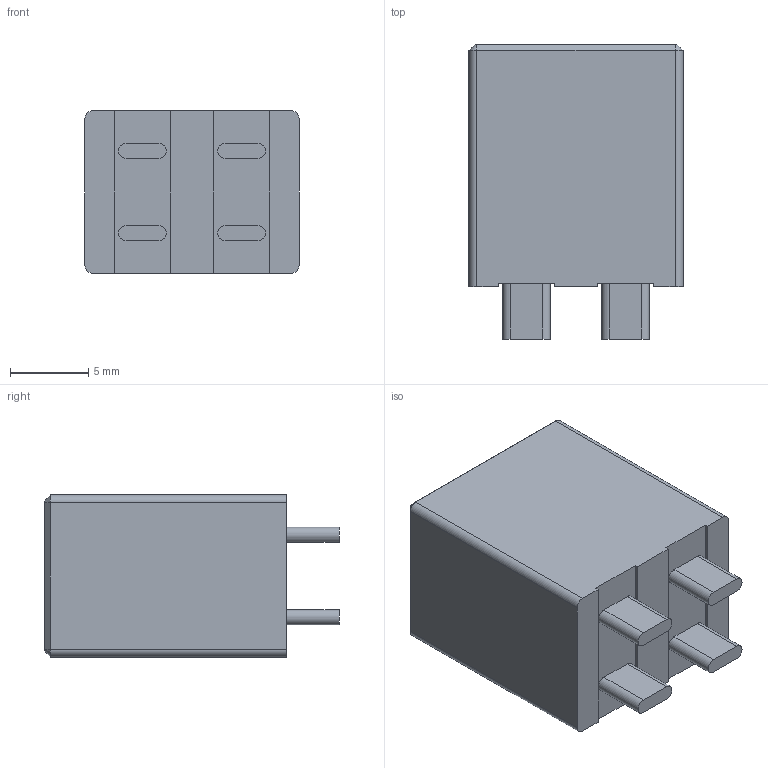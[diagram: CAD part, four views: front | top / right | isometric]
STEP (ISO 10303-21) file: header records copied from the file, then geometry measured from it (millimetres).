
FILE_DESCRIPTION (( 'STEP AP214' ), '1' );
FILE_NAME ('CM5441Z161B-10.STEP', '2021-06-01T15:13:09', ( '' ), ( '' ), 'SwSTEP 2.0', 'SolidWorks 2017', '' );
FILE_SCHEMA (( 'AUTOMOTIVE_DESIGN' ));
Length unit declared in the file: millimetre
Products named in the file (1): CM5441Z161B-10
Bounding box: 13.72 x 18.87 x 10.41 mm (x, y, z)
Volume: 2230.3 mm3; surface area: 1420.7 mm2
Topology: 6 solids, 6 shells, 69 faces, 160 edges, 104 vertices
Faces by surface type: plane 45, cylinder 20, cone 4
Entity records: 2033 total; most frequent: DIRECTION 344, CARTESIAN_POINT 334, ORIENTED_EDGE 320, EDGE_CURVE 160, LINE 116, VECTOR 116, AXIS2_PLACEMENT_3D 114, VERTEX_POINT 104
